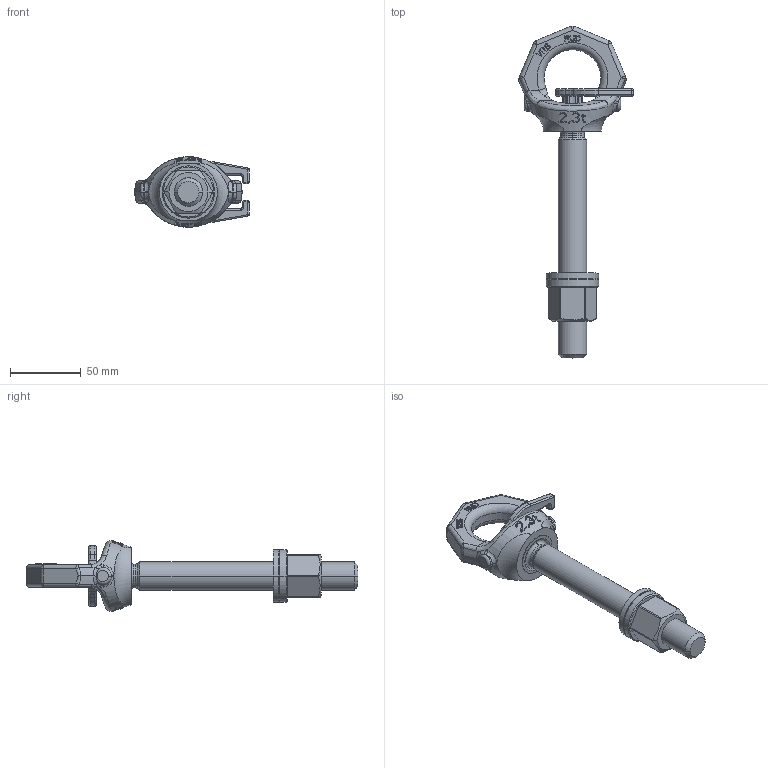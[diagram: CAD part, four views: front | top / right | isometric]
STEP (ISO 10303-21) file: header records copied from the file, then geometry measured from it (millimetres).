
FILE_DESCRIPTION((''),'2;1');
FILE_NAME('001-M33721-P-4_ASM','2016-02-03T',('Andreas.Wendler'),(''),'PRO/ENGINEER BY PARAMETRIC TECHNOLOGY CORPORATION, 2010140','PRO/ENGINEER BY PARAMETRIC TECHNOLOGY CORPORATION, 2010140','');
FILE_SCHEMA(('CONFIG_CONTROL_DESIGN'));
Length unit declared in the file: millimetre
Products named in the file (6): 001-M35308-P-1; 001-M33989-P-2; 001-M33193-P-1; 001-M31328-V02; 001-M31603-V20; 001-M33721-P-4_ASM
Assembly tree (5 placements, depth 2):
  001-M33721-P-4_ASM
    001-M35308-P-1
    001-M33989-P-2
    001-M33193-P-1
    001-M31328-V02
    001-M31603-V20
Bounding box: 80.98 x 234.44 x 49.87 mm (x, y, z)
Volume: 139791.7 mm3; surface area: 40738.9 mm2
Topology: 5 solids, 5 shells, 849 faces, 2295 edges, 1482 vertices
Faces by surface type: plane 626, cylinder 89, bspline 70, torus 32, cone 18, sphere 14
Entity records: 30522 total; most frequent: CARTESIAN_POINT 10225, ORIENTED_EDGE 4590, DIRECTION 3585, EDGE_CURVE 2295, VERTEX_POINT 1482, VECTOR 1441, LINE 1441, AXIS2_PLACEMENT_3D 1072
